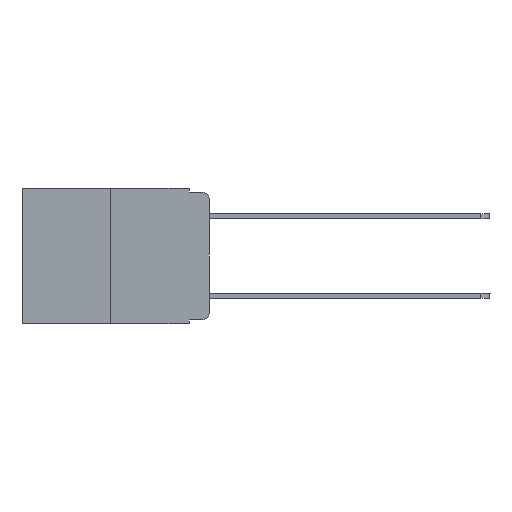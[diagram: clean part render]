
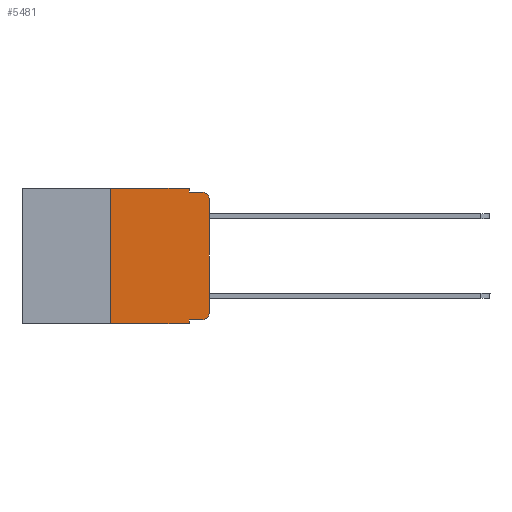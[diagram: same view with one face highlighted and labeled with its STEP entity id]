
A CAD part, left-side view. The second image highlights one B-rep face of the part: STEP entity #5481.
In plain terms, the highlighted planar face has unit normal (-1, 0, 0).
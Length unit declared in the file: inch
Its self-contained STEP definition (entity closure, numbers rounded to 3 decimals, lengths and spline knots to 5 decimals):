
#119 = VECTOR ( 'NONE', #4037, 39.37008 ) ;
#305 = CARTESIAN_POINT ( 'NONE',  ( 0., 0.473, 0. ) ) ;
#570 = CARTESIAN_POINT ( 'NONE',  ( 0., 0.02, -0.01 ) ) ;
#1364 = CARTESIAN_POINT ( 'NONE',  ( 0., 0.051, -0.333 ) ) ;
#1436 = CARTESIAN_POINT ( 'NONE',  ( 0., 0.02, -0.03 ) ) ;
#1695 = CARTESIAN_POINT ( 'NONE',  ( 0., 0.051, 0. ) ) ;
#2463 = VECTOR ( 'NONE', #22381, 39.37008 ) ;
#2707 = EDGE_CURVE ( 'NONE', #21855, #16823, #17380, .T. ) ;
#3044 = DIRECTION ( 'NONE',  ( -1., 0., 0. ) ) ;
#3771 = VERTEX_POINT ( 'NONE', #18437 ) ;
#4037 = DIRECTION ( 'NONE',  ( 0., 0., 1. ) ) ;
#4293 = LINE ( 'NONE', #14375, #19186 ) ;
#4329 = CARTESIAN_POINT ( 'NONE',  ( 0., 0., -0.03 ) ) ;
#4413 = AXIS2_PLACEMENT_3D ( 'NONE', #305, #12626, #16218 ) ;
#4417 = EDGE_CURVE ( 'NONE', #10344, #19271, #15838, .T. ) ;
#4858 = LINE ( 'NONE', #4977, #5607 ) ;
#4977 = CARTESIAN_POINT ( 'NONE',  ( 0., 0.051, 0. ) ) ;
#4979 = EDGE_CURVE ( 'NONE', #8893, #21066, #5373, .T. ) ;
#5169 = CARTESIAN_POINT ( 'NONE',  ( 0., 0.02, -0.313 ) ) ;
#5170 = CARTESIAN_POINT ( 'NONE',  ( 0., 0.051, -0.333 ) ) ;
#5370 = EDGE_LOOP ( 'NONE', ( #11269, #8862, #21635, #15506, #14364, #6096, #19392, #8362, #7699, #15651 ) ) ;
#5373 = LINE ( 'NONE', #9198, #22609 ) ;
#5471 = AXIS2_PLACEMENT_3D ( 'NONE', #5169, #12219, #18756 ) ;
#5481 = ADVANCED_FACE ( 'NONE', ( #10907 ), #16112, .F. ) ;
#5607 = VECTOR ( 'NONE', #17589, 39.37008 ) ;
#5714 = DIRECTION ( 'NONE',  ( 0., 0., 1. ) ) ;
#5775 = LINE ( 'NONE', #12834, #119 ) ;
#5862 = DIRECTION ( 'NONE',  ( 0., 0., -1. ) ) ;
#6096 = ORIENTED_EDGE ( 'NONE', *, *, #4979, .F. ) ;
#6446 = EDGE_CURVE ( 'NONE', #14462, #3771, #9806, .T. ) ;
#6841 = CARTESIAN_POINT ( 'NONE',  ( 0., 0.473, 0. ) ) ;
#6851 = EDGE_CURVE ( 'NONE', #8893, #18310, #11120, .T. ) ;
#7699 = ORIENTED_EDGE ( 'NONE', *, *, #14334, .T. ) ;
#7799 = CARTESIAN_POINT ( 'NONE',  ( 0., 0.25, -0.343 ) ) ;
#8143 = EDGE_CURVE ( 'NONE', #19271, #21855, #5775, .T. ) ;
#8237 = VECTOR ( 'NONE', #5862, 39.37008 ) ;
#8362 = ORIENTED_EDGE ( 'NONE', *, *, #22018, .F. ) ;
#8807 = LINE ( 'NONE', #6841, #21289 ) ;
#8862 = ORIENTED_EDGE ( 'NONE', *, *, #2707, .T. ) ;
#8893 = VERTEX_POINT ( 'NONE', #7799 ) ;
#9198 = CARTESIAN_POINT ( 'NONE',  ( 0., 0.25, 0. ) ) ;
#9375 = CARTESIAN_POINT ( 'NONE',  ( 0., 0.25, 0. ) ) ;
#9519 = DIRECTION ( 'NONE',  ( 0., -1., 0. ) ) ;
#9806 = LINE ( 'NONE', #16862, #8237 ) ;
#10344 = VERTEX_POINT ( 'NONE', #17167 ) ;
#10907 = FACE_OUTER_BOUND ( 'NONE', #5370, .T. ) ;
#11120 = LINE ( 'NONE', #18177, #16654 ) ;
#11269 = ORIENTED_EDGE ( 'NONE', *, *, #8143, .T. ) ;
#11355 = DIRECTION ( 'NONE',  ( 0., -1., 0. ) ) ;
#11663 = LINE ( 'NONE', #1364, #2463 ) ;
#12157 = DIRECTION ( 'NONE',  ( 0., -1., 0. ) ) ;
#12219 = DIRECTION ( 'NONE',  ( -1., 0., 0. ) ) ;
#12485 = CARTESIAN_POINT ( 'NONE',  ( 0., 0., -0.313 ) ) ;
#12626 = DIRECTION ( 'NONE',  ( 1., 0., 0. ) ) ;
#12834 = CARTESIAN_POINT ( 'NONE',  ( 0., 0., 0. ) ) ;
#14334 = EDGE_CURVE ( 'NONE', #19714, #10344, #11663, .T. ) ;
#14364 = ORIENTED_EDGE ( 'NONE', *, *, #16275, .F. ) ;
#14375 = CARTESIAN_POINT ( 'NONE',  ( 0., 0.051, -0.01 ) ) ;
#14462 = VERTEX_POINT ( 'NONE', #1695 ) ;
#15506 = ORIENTED_EDGE ( 'NONE', *, *, #6446, .F. ) ;
#15651 = ORIENTED_EDGE ( 'NONE', *, *, #4417, .T. ) ;
#15838 = CIRCLE ( 'NONE', #5471, 0.02 ) ;
#16112 = PLANE ( 'NONE',  #4413 ) ;
#16218 = DIRECTION ( 'NONE',  ( 0., 0., -1. ) ) ;
#16275 = EDGE_CURVE ( 'NONE', #21066, #14462, #8807, .T. ) ;
#16654 = VECTOR ( 'NONE', #9519, 39.37008 ) ;
#16823 = VERTEX_POINT ( 'NONE', #570 ) ;
#16862 = CARTESIAN_POINT ( 'NONE',  ( 0., 0.051, 0. ) ) ;
#17167 = CARTESIAN_POINT ( 'NONE',  ( 0., 0.02, -0.333 ) ) ;
#17380 = CIRCLE ( 'NONE', #22555, 0.02 ) ;
#17589 = DIRECTION ( 'NONE',  ( 0., 0., -1. ) ) ;
#17691 = EDGE_CURVE ( 'NONE', #3771, #16823, #4293, .T. ) ;
#18177 = CARTESIAN_POINT ( 'NONE',  ( 0., 0.473, -0.343 ) ) ;
#18310 = VERTEX_POINT ( 'NONE', #18830 ) ;
#18437 = CARTESIAN_POINT ( 'NONE',  ( 0., 0.051, -0.01 ) ) ;
#18756 = DIRECTION ( 'NONE',  ( 0., 0., -1. ) ) ;
#18830 = CARTESIAN_POINT ( 'NONE',  ( 0., 0.051, -0.343 ) ) ;
#19023 = DIRECTION ( 'NONE',  ( 0., 0., -1. ) ) ;
#19186 = VECTOR ( 'NONE', #11355, 39.37008 ) ;
#19271 = VERTEX_POINT ( 'NONE', #12485 ) ;
#19392 = ORIENTED_EDGE ( 'NONE', *, *, #6851, .T. ) ;
#19714 = VERTEX_POINT ( 'NONE', #5170 ) ;
#21066 = VERTEX_POINT ( 'NONE', #9375 ) ;
#21289 = VECTOR ( 'NONE', #12157, 39.37008 ) ;
#21635 = ORIENTED_EDGE ( 'NONE', *, *, #17691, .F. ) ;
#21855 = VERTEX_POINT ( 'NONE', #4329 ) ;
#22018 = EDGE_CURVE ( 'NONE', #19714, #18310, #4858, .T. ) ;
#22381 = DIRECTION ( 'NONE',  ( 0., -1., 0. ) ) ;
#22555 = AXIS2_PLACEMENT_3D ( 'NONE', #1436, #3044, #19023 ) ;
#22609 = VECTOR ( 'NONE', #5714, 39.37008 ) ;
